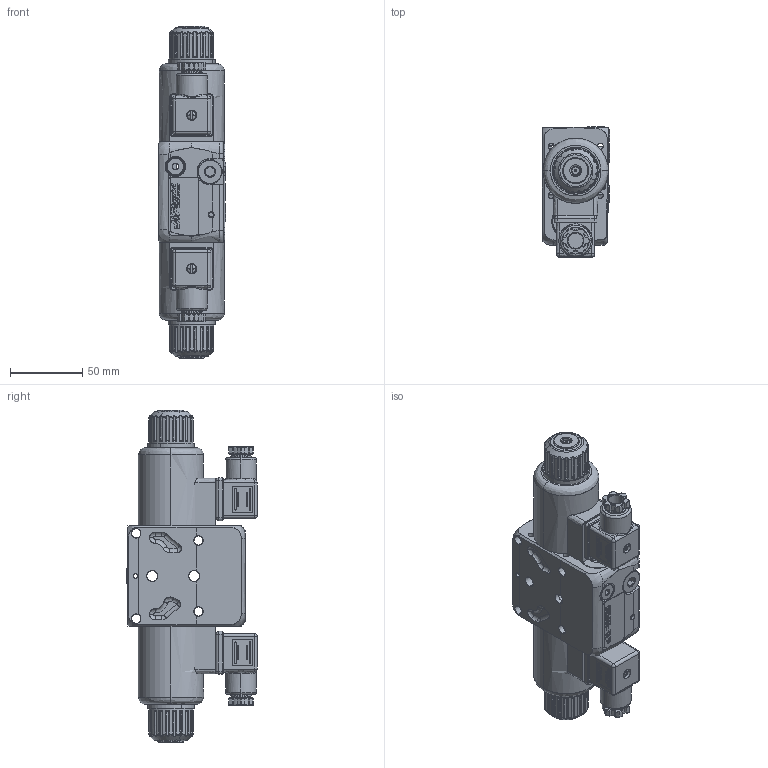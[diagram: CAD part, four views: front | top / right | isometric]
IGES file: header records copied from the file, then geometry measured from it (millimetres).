
Start section: SolidWorks IGES file using analytic representation for surfaces
Global section: file name: CDH3GE--C99--001.igs; native system: SolidWorks 2012; preprocessor: SolidWorks 2012; author: serviziopdm; date: 131010.084919; units: millimetre
Bounding box: 46.48 x 89.93 x 229.5 mm (x, y, z)
Surface area: 78410.4 mm2 (no closed solid volume)
Topology: 0 solids, 0 shells, 1732 faces, 21818 edges, 21738 vertices
Faces by surface type: bspline 888, revolution 844
